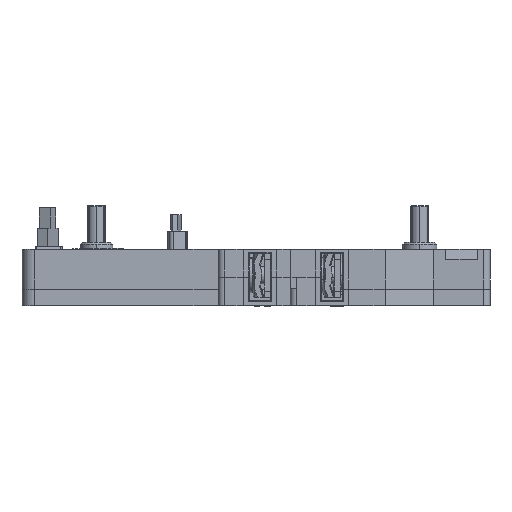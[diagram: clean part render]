
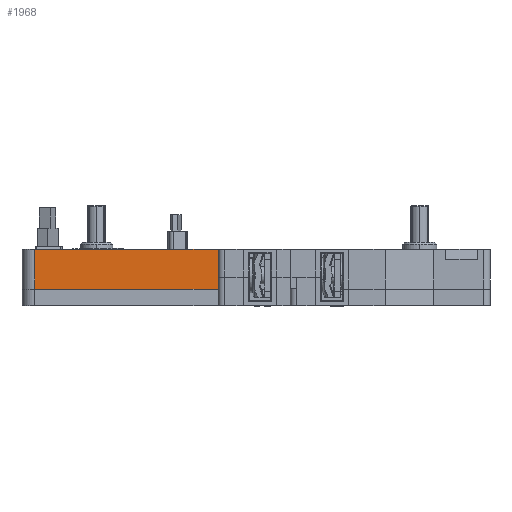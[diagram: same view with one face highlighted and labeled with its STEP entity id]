
A CAD part, left-side view. The second image highlights one B-rep face of the part: STEP entity #1968.
In plain terms, the highlighted planar face has unit normal (-1, 0, 0).
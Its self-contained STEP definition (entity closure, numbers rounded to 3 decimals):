
#1968=ADVANCED_FACE('',(#2923),#2435,.F.);
#2435=PLANE('',#14802);
#2923=FACE_OUTER_BOUND('',#3594,.T.);
#3594=EDGE_LOOP('',(#5906,#5907,#5908,#5909,#5910));
#5906=ORIENTED_EDGE('',*,*,#10343,.T.);
#5907=ORIENTED_EDGE('',*,*,#10344,.T.);
#5908=ORIENTED_EDGE('',*,*,#10345,.F.);
#5909=ORIENTED_EDGE('',*,*,#10264,.F.);
#5910=ORIENTED_EDGE('',*,*,#10346,.T.);
#8301=VERTEX_POINT('',#25685);
#8302=VERTEX_POINT('',#25686);
#8359=VERTEX_POINT('',#25845);
#8360=VERTEX_POINT('',#25846);
#8361=VERTEX_POINT('',#25848);
#10264=EDGE_CURVE('',#8301,#8302,#12004,.T.);
#10343=EDGE_CURVE('',#8359,#8360,#12071,.T.);
#10344=EDGE_CURVE('',#8360,#8361,#12072,.T.);
#10345=EDGE_CURVE('',#8302,#8361,#12073,.T.);
#10346=EDGE_CURVE('',#8301,#8359,#12074,.T.);
#12004=LINE('',#25684,#13382);
#12071=LINE('',#25844,#13449);
#12072=LINE('',#25847,#13450);
#12073=LINE('',#25849,#13451);
#12074=LINE('',#25850,#13452);
#13382=VECTOR('',#17434,1.);
#13449=VECTOR('',#17571,1.);
#13450=VECTOR('',#17572,1.);
#13451=VECTOR('',#17573,1.);
#13452=VECTOR('',#17574,1.);
#14802=AXIS2_PLACEMENT_3D('',#25851,#17575,#17576);
#17434=DIRECTION('',(0.,0.,1.));
#17571=DIRECTION('',(0.,0.,1.));
#17572=DIRECTION('',(0.,0.,1.));
#17573=DIRECTION('',(0.,-1.,0.));
#17574=DIRECTION('',(0.,-1.,0.));
#17575=DIRECTION('',(1.,0.,0.));
#17576=DIRECTION('',(0.,-1.,0.));
#25684=CARTESIAN_POINT('',(-20.5,66.4,2.));
#25685=CARTESIAN_POINT('',(-20.5,66.4,-1.9));
#25686=CARTESIAN_POINT('',(-20.5,66.4,4.4));
#25844=CARTESIAN_POINT('',(-20.5,37.4,2.));
#25845=CARTESIAN_POINT('',(-20.5,37.4,-1.9));
#25846=CARTESIAN_POINT('',(-20.5,37.4,0.));
#25847=CARTESIAN_POINT('',(-20.5,37.4,2.));
#25848=CARTESIAN_POINT('',(-20.5,37.4,4.4));
#25849=CARTESIAN_POINT('',(-20.5,0.,4.4));
#25850=CARTESIAN_POINT('',(-20.5,37.4,-1.9));
#25851=CARTESIAN_POINT('',(-20.5,68.4,2.));
